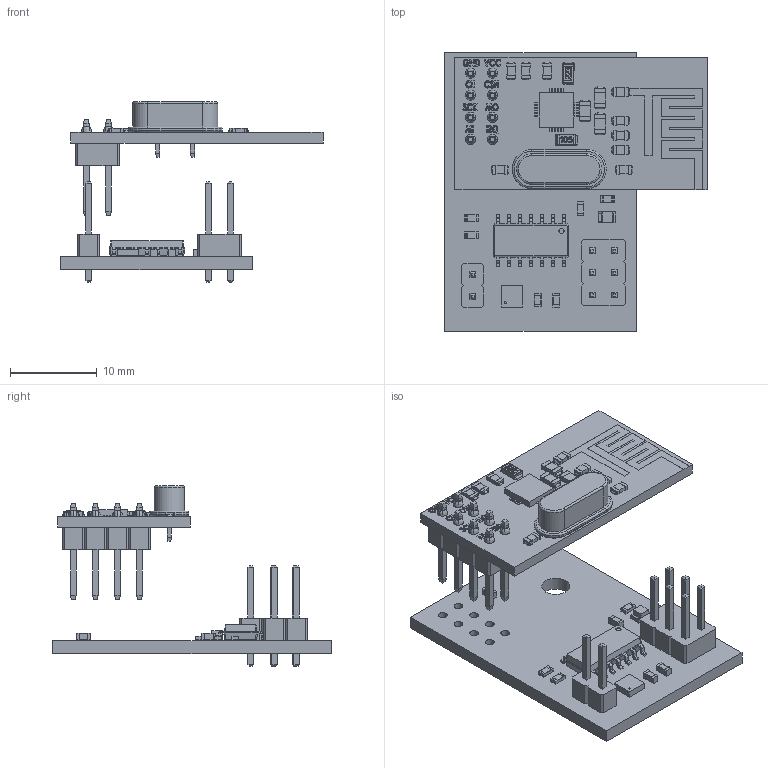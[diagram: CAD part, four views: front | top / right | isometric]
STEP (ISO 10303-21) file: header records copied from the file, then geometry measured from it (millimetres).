
FILE_DESCRIPTION(('KiCad electronic assembly'),'2;1');
FILE_NAME('stacja_pogodowa.step','2026-02-18T20:08:48',('Pcbnew'),( 'Kicad'),'Open CASCADE STEP processor 7.8','KiCad to STEP converter' ,'Unknown');
FILE_SCHEMA(('AUTOMOTIVE_DESIGN { 1 0 10303 214 1 1 1 1 }'));
Length unit declared in the file: millimetre
Products named in the file (19): stacja_pogodowa 1; PinHeader_1x02_P2.54mm_Vertical; LED_0805_2012Metric; R_0603_1608Metric; Wireless Radio Transmitter and Receiver nRF24L01; nrfboard; CrystalOscillator; doubleMaleHeader; solder; 1.7mmSmdCeramicCapacitor; smdResistor223; smdResistor105; smdceramiccapacitorwhite; 4x4SMDchip; Bosch_LGA-8_2.5x2.5mm_P0.65mm_ClockwisePinNumbering; PinHeader_2x03_P2.54mm_Vertical; C_0603_1608Metric; SOIC-14_3.9x8.7mm_P1.27mm; stacja_pogodowa_PCB
Assembly tree (43 placements, depth 3):
  stacja_pogodowa 1
    PinHeader_1x02_P2.54mm_Vertical
    LED_0805_2012Metric
    R_0603_1608Metric  x3
    Wireless Radio Transmitter and Receiver nRF24L01
      nrfboard
      CrystalOscillator
      doubleMaleHeader  x4
      solder  x8
      1.7mmSmdCeramicCapacitor  x9
      smdResistor223
      smdResistor105
      smdceramiccapacitorwhite  x3
      4x4SMDchip
    Bosch_LGA-8_2.5x2.5mm_P0.65mm_ClockwisePinNumbering
    PinHeader_2x03_P2.54mm_Vertical
    C_0603_1608Metric  x4
    SOIC-14_3.9x8.7mm_P1.27mm
    stacja_pogodowa_PCB
Bounding box: 30.16 x 32 x 20.75 mm (x, y, z)
Volume: 2120.5 mm3; surface area: 4020.1 mm2
Topology: 90 solids, 90 shells, 1912 faces, 4660 edges, 3016 vertices
Faces by surface type: plane 1378, bspline 291, cylinder 221, torus 22
Full cylindrical faces by diameter (mm): 0.2 x1, 0.6 x1, 1 x16, 3.2 x1
Entity records: 55780 total; most frequent: CARTESIAN_POINT 17133, ORIENTED_EDGE 6532, DIRECTION 5404, EDGE_CURVE 3266, LINE 2606, VECTOR 2606, VERTEX_POINT 2110, FACE_BOUND 1420
